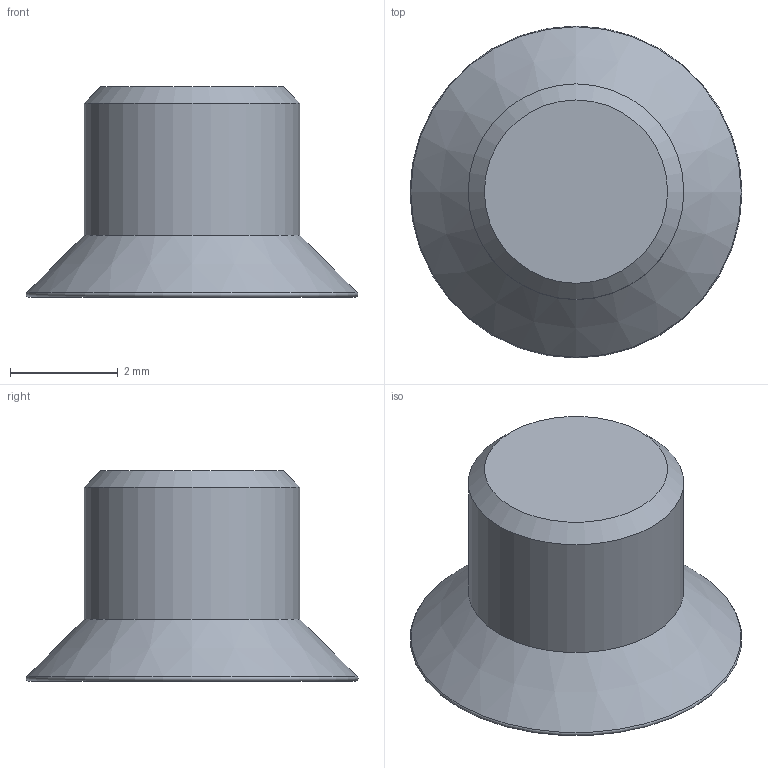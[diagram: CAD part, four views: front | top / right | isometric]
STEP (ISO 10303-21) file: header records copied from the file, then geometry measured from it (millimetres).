
FILE_DESCRIPTION((''),'2;1');
FILE_NAME('PFHMS 90 M4X4 M3-HEAD.stp','2012-07-02T14:55:22',('stlaus'),(''),'Autodesk Inventor 2011','Autodesk Inventor 2011','');
FILE_SCHEMA(('AUTOMOTIVE_DESIGN { 1 0 10303 214 1 1 1 1 }'));
Length unit declared in the file: millimetre
Products named in the file (2): Assembly4; SCREW M4x4 Pozi Sunk Lowhead-201141
Assembly tree (1 placements, depth 2):
  Assembly4
    SCREW M4x4 Pozi Sunk Lowhead-201141
Bounding box: 6.16 x 6.16 x 3.9 mm (x, y, z)
Volume: 50.6 mm3; surface area: 113.1 mm2
Topology: 1 solids, 1 shells, 27 faces, 72 edges, 47 vertices
Faces by surface type: plane 14, cylinder 5, bspline 4, cone 3, torus 1
Full cylindrical faces by diameter (mm): 4 x1
Entity records: 990 total; most frequent: CARTESIAN_POINT 344, ORIENTED_EDGE 130, DIRECTION 106, EDGE_CURVE 65, VERTEX_POINT 45, AXIS2_PLACEMENT_3D 39, EDGE_LOOP 32, VECTOR 28
